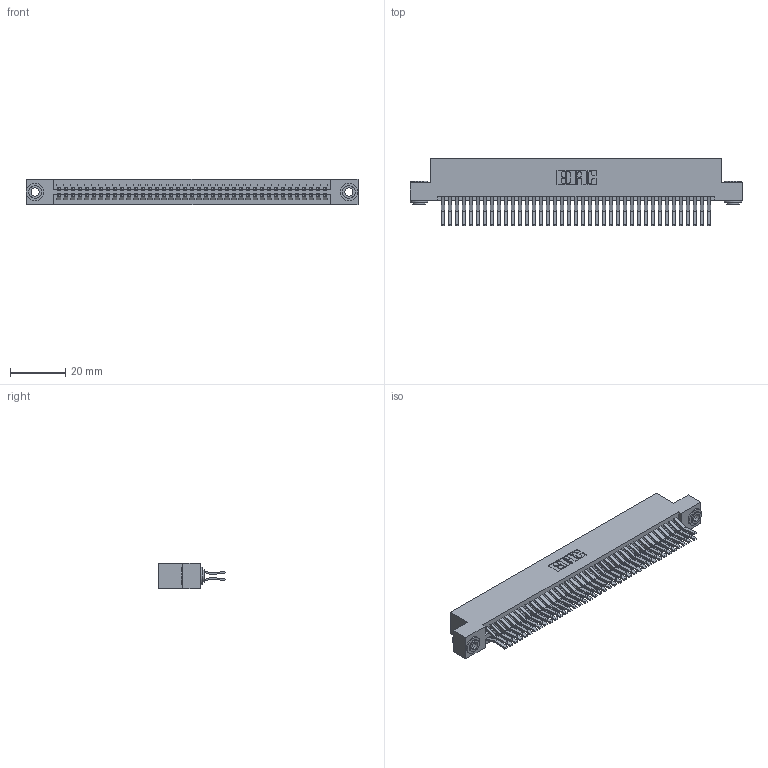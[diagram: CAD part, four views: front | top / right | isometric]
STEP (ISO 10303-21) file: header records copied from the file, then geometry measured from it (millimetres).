
FILE_DESCRIPTION (( 'STEP AP203' ), '1' );
FILE_NAME ('395-078-560-203.STEP', '2019-10-25T03:27:34', ( '' ), ( '' ), 'SwSTEP 2.0', 'SolidWorks 2016', '' );
FILE_SCHEMA (( 'CONFIG_CONTROL_DESIGN' ));
Length unit declared in the file: inch
Products named in the file (4): 345 Part_Flush Mounting Lugs - 0.156 Dia-TH; 345-292-001_560 Tail; 345-250-002_345-250-002-102; 395-078-560-203
Assembly tree (81 placements, depth 2):
  395-078-560-203
    345 Part_Flush Mounting Lugs - 0.156 Dia-TH
    345-292-001_560 Tail  x78
    345-250-002_345-250-002-102  x2
Bounding box: 120.27 x 24.45 x 9.4 mm (x, y, z)
Volume: 12185.9 mm3; surface area: 19474.4 mm2
Topology: 81 solids, 81 shells, 4220 faces, 12507 edges, 8230 vertices
Faces by surface type: plane 2664, cylinder 1548, cone 8
Entity records: 31742 total; most frequent: CARTESIAN_POINT 5299, ORIENTED_EDGE 5226, DIRECTION 4711, EDGE_CURVE 2613, VECTOR 2297, LINE 2297, VERTEX_POINT 1738, AXIS2_PLACEMENT_3D 1207
